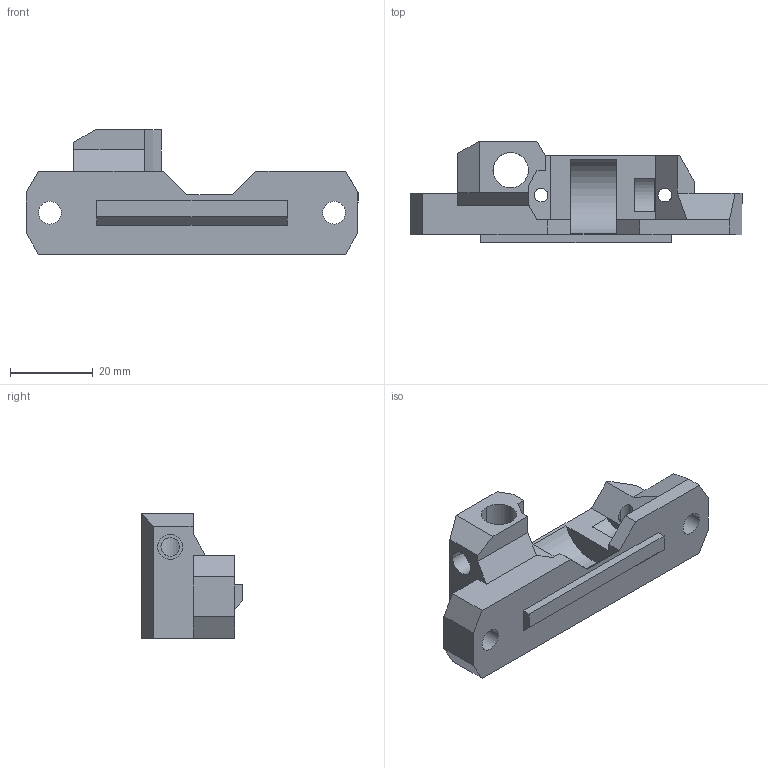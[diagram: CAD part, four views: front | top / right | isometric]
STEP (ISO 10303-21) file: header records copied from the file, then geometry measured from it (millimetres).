
FILE_DESCRIPTION (( 'STEP AP214' ), '1' );
FILE_NAME ('beldholder_up_right_mount_V2.STEP', '2024-02-12T21:53:14', ( '' ), ( '' ), 'SwSTEP 2.0', 'SolidWorks 2010', '' );
FILE_SCHEMA (( 'AUTOMOTIVE_DESIGN' ));
Length unit declared in the file: millimetre
Products named in the file (1): beldholder_up_right_mount_V2
Bounding box: 80 x 24.5 x 30 mm (x, y, z)
Volume: 21782.4 mm3; surface area: 8929.5 mm2
Topology: 1 solids, 1 shells, 107 faces, 287 edges, 188 vertices
Faces by surface type: plane 87, cylinder 16, cone 4
Entity records: 3517 total; most frequent: CARTESIAN_POINT 791, ORIENTED_EDGE 574, DIRECTION 519, EDGE_CURVE 287, LINE 227, VECTOR 227, VERTEX_POINT 188, AXIS2_PLACEMENT_3D 146
